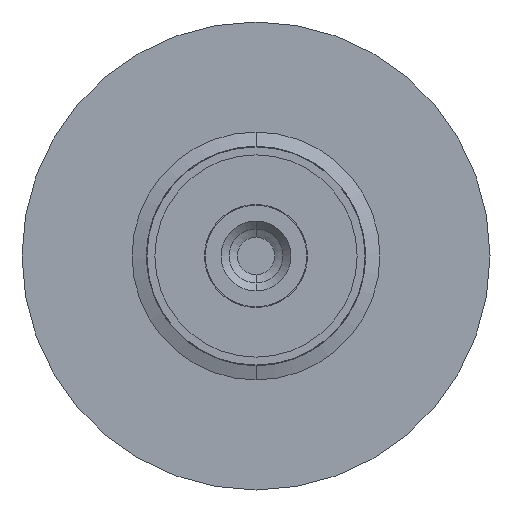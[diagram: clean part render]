
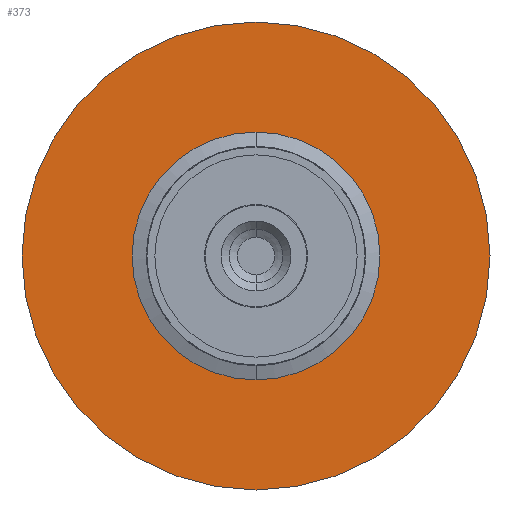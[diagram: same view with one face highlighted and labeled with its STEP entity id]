
A CAD part, front view. The second image highlights one B-rep face of the part: STEP entity #373.
In plain terms, the highlighted planar face has unit normal (0, -1, 0).
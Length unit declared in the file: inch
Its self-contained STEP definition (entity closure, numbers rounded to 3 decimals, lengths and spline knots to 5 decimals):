
#160 = AXIS2_PLACEMENT_3D ( 'NONE', #1941, #1946, #1947 ) ;
#214 = AXIS2_PLACEMENT_3D ( 'NONE', #1042, #1041, #1040 ) ;
#251 = EDGE_CURVE ( 'NONE', #938, #995, #1604, .T. ) ;
#291 = AXIS2_PLACEMENT_3D ( 'NONE', #2847, #2846, #2845 ) ;
#336 = EDGE_CURVE ( 'NONE', #987, #1021, #1543, .T. ) ;
#373 = ADVANCED_FACE ( 'NONE', ( #1503, #1495 ), #1944, .F. ) ;
#670 = CARTESIAN_POINT ( 'NONE',  ( 0., 0.55221, 0. ) ) ;
#671 = DIRECTION ( 'NONE',  ( 0., -1., 0. ) ) ;
#672 = DIRECTION ( 'NONE',  ( 0., 0., 1. ) ) ;
#794 = AXIS2_PLACEMENT_3D ( 'NONE', #670, #671, #672 ) ;
#828 = AXIS2_PLACEMENT_3D ( 'NONE', #1705, #1706, #1707 ) ;
#938 = VERTEX_POINT ( 'NONE', #3103 ) ;
#987 = VERTEX_POINT ( 'NONE', #3152 ) ;
#995 = VERTEX_POINT ( 'NONE', #3160 ) ;
#1021 = VERTEX_POINT ( 'NONE', #3186 ) ;
#1040 = DIRECTION ( 'NONE',  ( 0., 0., 1. ) ) ;
#1041 = DIRECTION ( 'NONE',  ( 0., 1., 0. ) ) ;
#1042 = CARTESIAN_POINT ( 'NONE',  ( 0., 0.55221, 0. ) ) ;
#1114 = CIRCLE ( 'NONE', #794, 0.3125 ) ;
#1224 = CIRCLE ( 'NONE', #828, 0.59 ) ;
#1495 = FACE_OUTER_BOUND ( 'NONE', #2339, .T. ) ;
#1503 = FACE_BOUND ( 'NONE', #2228, .T. ) ;
#1543 = CIRCLE ( 'NONE', #214, 0.59 ) ;
#1604 = CIRCLE ( 'NONE', #291, 0.3125 ) ;
#1705 = CARTESIAN_POINT ( 'NONE',  ( 0., 0.55221, 0. ) ) ;
#1706 = DIRECTION ( 'NONE',  ( 0., 1., 0. ) ) ;
#1707 = DIRECTION ( 'NONE',  ( 0., 0., 1. ) ) ;
#1941 = CARTESIAN_POINT ( 'NONE',  ( 0.59, 0.55221, 0. ) ) ;
#1944 = PLANE ( 'NONE',  #160 ) ;
#1946 = DIRECTION ( 'NONE',  ( 0., 1., 0. ) ) ;
#1947 = DIRECTION ( 'NONE',  ( 0., 0., 1. ) ) ;
#2228 = EDGE_LOOP ( 'NONE', ( #2463, #2464 ) ) ;
#2339 = EDGE_LOOP ( 'NONE', ( #2465, #2466 ) ) ;
#2463 = ORIENTED_EDGE ( 'NONE', *, *, #3619, .F. ) ;
#2464 = ORIENTED_EDGE ( 'NONE', *, *, #251, .F. ) ;
#2465 = ORIENTED_EDGE ( 'NONE', *, *, #3547, .F. ) ;
#2466 = ORIENTED_EDGE ( 'NONE', *, *, #336, .F. ) ;
#2845 = DIRECTION ( 'NONE',  ( 0., 0., 1. ) ) ;
#2846 = DIRECTION ( 'NONE',  ( 0., -1., 0. ) ) ;
#2847 = CARTESIAN_POINT ( 'NONE',  ( 0., 0.55221, 0. ) ) ;
#3103 = CARTESIAN_POINT ( 'NONE',  ( 0., 0.55221, -0.3125 ) ) ;
#3152 = CARTESIAN_POINT ( 'NONE',  ( 0., 0.55221, -0.59 ) ) ;
#3160 = CARTESIAN_POINT ( 'NONE',  ( 0., 0.55221, 0.3125 ) ) ;
#3186 = CARTESIAN_POINT ( 'NONE',  ( 0., 0.55221, 0.59 ) ) ;
#3547 = EDGE_CURVE ( 'NONE', #1021, #987, #1224, .T. ) ;
#3619 = EDGE_CURVE ( 'NONE', #995, #938, #1114, .T. ) ;
